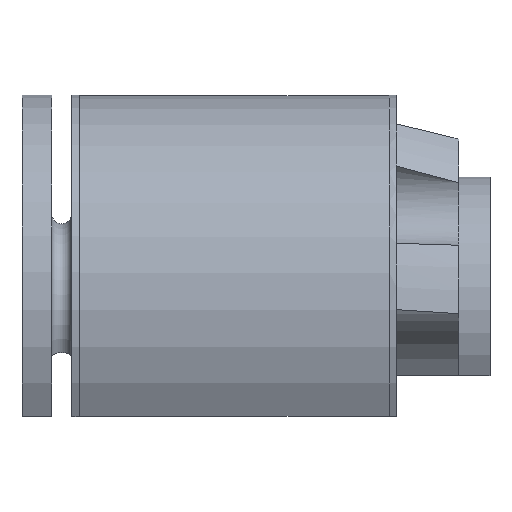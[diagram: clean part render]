
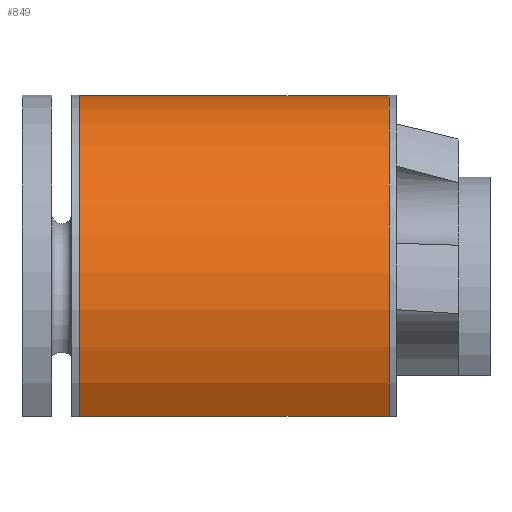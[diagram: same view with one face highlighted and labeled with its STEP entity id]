
A CAD part, left-side view. The second image highlights one B-rep face of the part: STEP entity #849.
In plain terms, the highlighted cylindrical face has radius 13.7 mm (diameter 27.4 mm), a partial arc.
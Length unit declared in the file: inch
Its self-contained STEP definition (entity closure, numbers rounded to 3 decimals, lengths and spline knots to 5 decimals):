
#38=CYLINDRICAL_SURFACE('',#904,0.53938);
#57=FACE_OUTER_BOUND('',#107,.T.);
#107=EDGE_LOOP('',(#574,#575,#576,#577));
#160=CIRCLE('',#902,0.53938);
#162=CIRCLE('',#905,0.53938);
#238=LINE('',#1355,#300);
#239=LINE('',#1358,#301);
#300=VECTOR('',#1039,0.78188);
#301=VECTOR('',#1042,0.78188);
#360=VERTEX_POINT('',#1345);
#362=VERTEX_POINT('',#1348);
#364=VERTEX_POINT('',#1354);
#365=VERTEX_POINT('',#1356);
#445=EDGE_CURVE('',#360,#362,#160,.T.);
#448=EDGE_CURVE('',#364,#360,#238,.T.);
#449=EDGE_CURVE('',#364,#365,#162,.T.);
#450=EDGE_CURVE('',#362,#365,#239,.T.);
#574=ORIENTED_EDGE('',*,*,#448,.F.);
#575=ORIENTED_EDGE('',*,*,#449,.T.);
#576=ORIENTED_EDGE('',*,*,#450,.F.);
#577=ORIENTED_EDGE('',*,*,#445,.F.);
#849=ADVANCED_FACE('',(#57),#38,.T.);
#902=AXIS2_PLACEMENT_3D('',#1349,#1032,#1033);
#904=AXIS2_PLACEMENT_3D('',#1353,#1037,#1038);
#905=AXIS2_PLACEMENT_3D('',#1357,#1040,#1041);
#1032=DIRECTION('center_axis',(0.,-1.,0.));
#1033=DIRECTION('ref_axis',(0.,0.,1.));
#1037=DIRECTION('center_axis',(0.,-1.,0.));
#1038=DIRECTION('ref_axis',(0.,0.,1.));
#1039=DIRECTION('',(0.,-1.,0.));
#1040=DIRECTION('center_axis',(0.,-1.,0.));
#1041=DIRECTION('ref_axis',(0.,0.,1.));
#1042=DIRECTION('',(0.,1.,0.));
#1345=CARTESIAN_POINT('',(0.,0.25422,0.53938));
#1348=CARTESIAN_POINT('',(-0.46711,0.25422,-0.26969));
#1349=CARTESIAN_POINT('Origin',(0.,0.25422,
0.));
#1353=CARTESIAN_POINT('Origin',(0.,0.64516,0.));
#1354=CARTESIAN_POINT('',(0.,1.0361,0.53938));
#1355=CARTESIAN_POINT('',(0.,0.64516,0.53938));
#1356=CARTESIAN_POINT('',(-0.46711,1.0361,-0.26969));
#1357=CARTESIAN_POINT('Origin',(0.,1.0361,0.));
#1358=CARTESIAN_POINT('',(-0.46711,0.64516,-0.26969));
